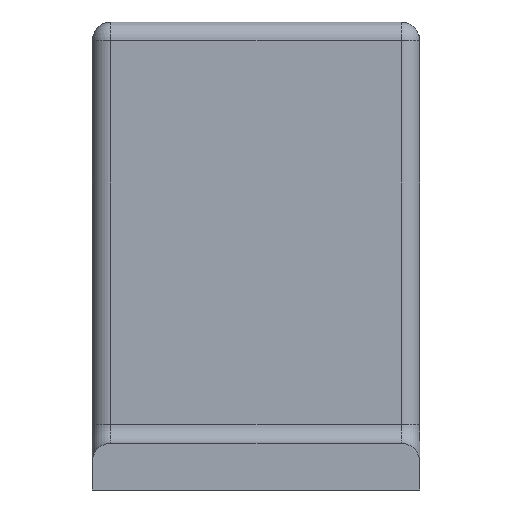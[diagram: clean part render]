
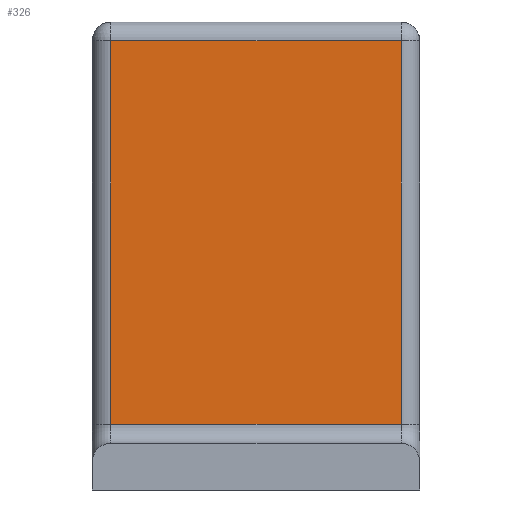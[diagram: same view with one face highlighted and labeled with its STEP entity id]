
A CAD part, left-side view. The second image highlights one B-rep face of the part: STEP entity #326.
In plain terms, the highlighted planar face has unit normal (-1, 0, 0).
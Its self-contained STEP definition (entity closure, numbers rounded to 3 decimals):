
#105 = CARTESIAN_POINT ( 'NONE',  ( -5., 1.75, 0.7 ) ) ;
#127 = DIRECTION ( 'NONE',  ( 0., 1., 0. ) ) ;
#271 = LINE ( 'NONE', #1055, #1067 ) ;
#326 = ADVANCED_FACE ( 'NONE', ( #1793 ), #1120, .F. ) ;
#372 = VERTEX_POINT ( 'NONE', #1074 ) ;
#391 = EDGE_CURVE ( 'NONE', #372, #1939, #271, .T. ) ;
#415 = DIRECTION ( 'NONE',  ( 0., -1., 0. ) ) ;
#418 = CARTESIAN_POINT ( 'NONE',  ( -5., 1.75, 4.8 ) ) ;
#439 = DIRECTION ( 'NONE',  ( 0., 0., -1. ) ) ;
#448 = CARTESIAN_POINT ( 'NONE',  ( -5., -1.55, 5. ) ) ;
#519 = EDGE_LOOP ( 'NONE', ( #1340, #1293, #1733, #542 ) ) ;
#542 = ORIENTED_EDGE ( 'NONE', *, *, #620, .F. ) ;
#619 = EDGE_CURVE ( 'NONE', #1864, #1495, #1908, .T. ) ;
#620 = EDGE_CURVE ( 'NONE', #1939, #1864, #1900, .T. ) ;
#790 = EDGE_CURVE ( 'NONE', #1495, #372, #1389, .T. ) ;
#930 = AXIS2_PLACEMENT_3D ( 'NONE', #1162, #1117, #1116 ) ;
#1029 = DIRECTION ( 'NONE',  ( 0., 0., 1. ) ) ;
#1055 = CARTESIAN_POINT ( 'NONE',  ( -5., 1.55, 5. ) ) ;
#1067 = VECTOR ( 'NONE', #1029, 1000. ) ;
#1074 = CARTESIAN_POINT ( 'NONE',  ( -5., 1.55, 0.7 ) ) ;
#1116 = DIRECTION ( 'NONE',  ( 0., 0., -1. ) ) ;
#1117 = DIRECTION ( 'NONE',  ( 1., 0., 0. ) ) ;
#1120 = PLANE ( 'NONE',  #930 ) ;
#1162 = CARTESIAN_POINT ( 'NONE',  ( -5., 1.75, 5. ) ) ;
#1293 = ORIENTED_EDGE ( 'NONE', *, *, #790, .F. ) ;
#1340 = ORIENTED_EDGE ( 'NONE', *, *, #391, .F. ) ;
#1383 = VECTOR ( 'NONE', #127, 1000. ) ;
#1389 = LINE ( 'NONE', #105, #1383 ) ;
#1495 = VERTEX_POINT ( 'NONE', #1721 ) ;
#1682 = CARTESIAN_POINT ( 'NONE',  ( -5., 1.55, 4.8 ) ) ;
#1721 = CARTESIAN_POINT ( 'NONE',  ( -5., -1.55, 0.7 ) ) ;
#1733 = ORIENTED_EDGE ( 'NONE', *, *, #619, .F. ) ;
#1758 = VECTOR ( 'NONE', #415, 1000. ) ;
#1763 = CARTESIAN_POINT ( 'NONE',  ( -5., -1.55, 4.8 ) ) ;
#1793 = FACE_OUTER_BOUND ( 'NONE', #519, .T. ) ;
#1864 = VERTEX_POINT ( 'NONE', #1763 ) ;
#1891 = VECTOR ( 'NONE', #439, 1000. ) ;
#1900 = LINE ( 'NONE', #418, #1758 ) ;
#1908 = LINE ( 'NONE', #448, #1891 ) ;
#1939 = VERTEX_POINT ( 'NONE', #1682 ) ;
